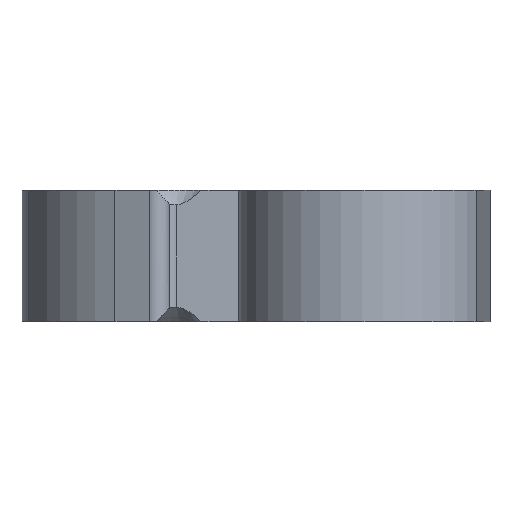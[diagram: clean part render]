
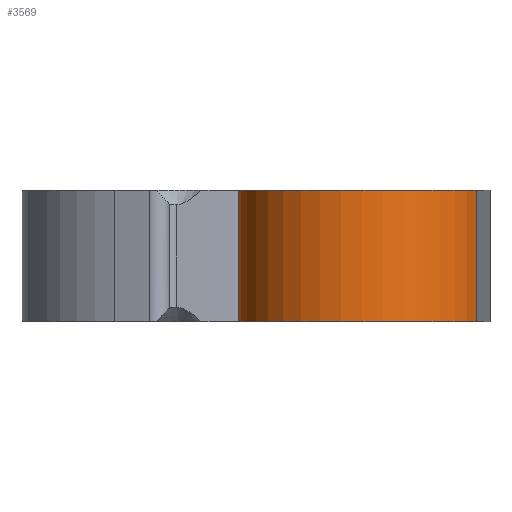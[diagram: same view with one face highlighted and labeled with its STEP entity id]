
A CAD part, front view. The second image highlights one B-rep face of the part: STEP entity #3569.
In plain terms, the highlighted cylindrical face has radius 8.358 mm (diameter 16.716 mm), a partial arc.
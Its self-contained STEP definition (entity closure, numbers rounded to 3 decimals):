
#70 = ORIENTED_EDGE ( 'NONE', *, *, #2890, .F. ) ;
#73 = AXIS2_PLACEMENT_3D ( 'NONE', #3846, #560, #3829 ) ;
#79 = EDGE_CURVE ( 'NONE', #3930, #2273, #548, .T. ) ;
#168 = CARTESIAN_POINT ( 'NONE',  ( 808.163, 355.421, 9. ) ) ;
#200 = DIRECTION ( 'NONE',  ( 0., 0., -1. ) ) ;
#304 = LINE ( 'NONE', #1490, #2364 ) ;
#326 = EDGE_CURVE ( 'NONE', #3930, #3931, #304, .T. ) ;
#411 = CARTESIAN_POINT ( 'NONE',  ( 816.022, 352.575, 9. ) ) ;
#548 = CIRCLE ( 'NONE', #2735, 8.358 ) ;
#560 = DIRECTION ( 'NONE',  ( 0., 0., 1. ) ) ;
#617 = CARTESIAN_POINT ( 'NONE',  ( 808.163, 355.421, 9. ) ) ;
#661 = LINE ( 'NONE', #5256, #3732 ) ;
#970 = AXIS2_PLACEMENT_3D ( 'NONE', #168, #200, #5103 ) ;
#1252 = ORIENTED_EDGE ( 'NONE', *, *, #326, .T. ) ;
#1490 = CARTESIAN_POINT ( 'NONE',  ( 799.806, 355.302, 9. ) ) ;
#1508 = FACE_OUTER_BOUND ( 'NONE', #4393, .T. ) ;
#2070 = CIRCLE ( 'NONE', #73, 8.358 ) ;
#2273 = VERTEX_POINT ( 'NONE', #411 ) ;
#2364 = VECTOR ( 'NONE', #5294, 1000. ) ;
#2407 = CARTESIAN_POINT ( 'NONE',  ( 799.806, 355.302, 0. ) ) ;
#2735 = AXIS2_PLACEMENT_3D ( 'NONE', #617, #5134, #4304 ) ;
#2797 = VERTEX_POINT ( 'NONE', #4306 ) ;
#2890 = EDGE_CURVE ( 'NONE', #2273, #2797, #661, .T. ) ;
#3168 = EDGE_CURVE ( 'NONE', #3931, #2797, #2070, .T. ) ;
#3180 = ORIENTED_EDGE ( 'NONE', *, *, #3168, .T. ) ;
#3276 = CARTESIAN_POINT ( 'NONE',  ( 799.806, 355.302, 9. ) ) ;
#3569 = ADVANCED_FACE ( 'NONE', ( #1508 ), #4959, .T. ) ;
#3732 = VECTOR ( 'NONE', #4457, 1000. ) ;
#3829 = DIRECTION ( 'NONE',  ( 1., 0., 0. ) ) ;
#3846 = CARTESIAN_POINT ( 'NONE',  ( 808.163, 355.421, 0. ) ) ;
#3930 = VERTEX_POINT ( 'NONE', #3276 ) ;
#3931 = VERTEX_POINT ( 'NONE', #2407 ) ;
#4304 = DIRECTION ( 'NONE',  ( 1., 0., 0. ) ) ;
#4306 = CARTESIAN_POINT ( 'NONE',  ( 816.022, 352.575, 0. ) ) ;
#4393 = EDGE_LOOP ( 'NONE', ( #3180, #70, #4407, #1252 ) ) ;
#4407 = ORIENTED_EDGE ( 'NONE', *, *, #79, .F. ) ;
#4457 = DIRECTION ( 'NONE',  ( 0., 0., -1. ) ) ;
#4959 = CYLINDRICAL_SURFACE ( 'NONE', #970, 8.358 ) ;
#5103 = DIRECTION ( 'NONE',  ( -1., 0., 0. ) ) ;
#5134 = DIRECTION ( 'NONE',  ( 0., 0., 1. ) ) ;
#5256 = CARTESIAN_POINT ( 'NONE',  ( 816.022, 352.575, 9. ) ) ;
#5294 = DIRECTION ( 'NONE',  ( 0., 0., -1. ) ) ;
